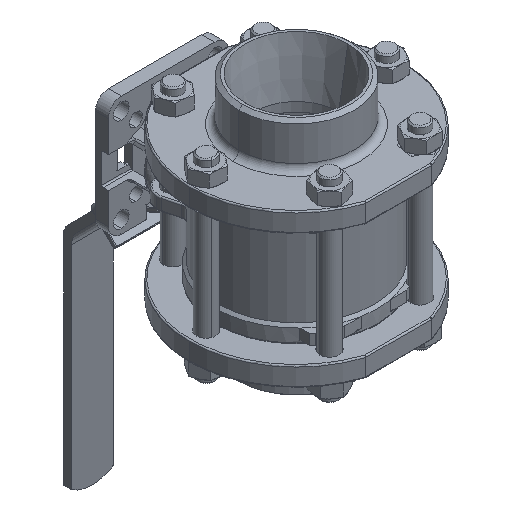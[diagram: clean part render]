
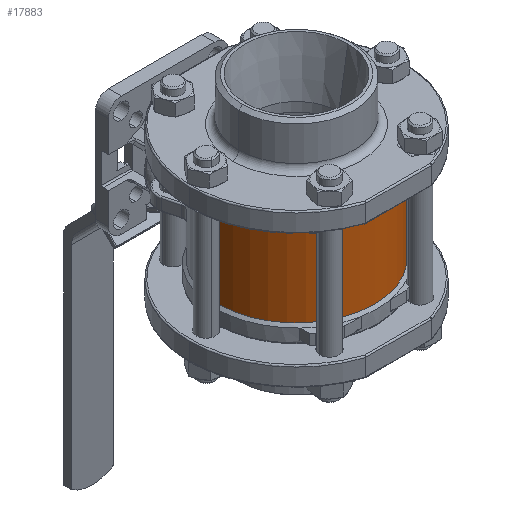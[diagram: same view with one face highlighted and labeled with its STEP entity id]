
A CAD part, isometric view. The second image highlights one B-rep face of the part: STEP entity #17883.
In plain terms, the highlighted cylindrical face has radius 60 mm (diameter 120 mm), a partial arc.
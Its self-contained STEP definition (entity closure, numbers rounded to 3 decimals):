
#13595 = CARTESIAN_POINT ( 'NONE',  ( -60., 0., 31.3 ) ) ;
#13596 = CARTESIAN_POINT ( 'NONE',  ( 60., 0., 31.3 ) ) ;
#13613 = CARTESIAN_POINT ( 'NONE',  ( 60., 0., -31.3 ) ) ;
#13619 = CARTESIAN_POINT ( 'NONE',  ( -60., 0., -31.3 ) ) ;
#13902 = DIRECTION ( 'NONE',  ( -1., 0., 0. ) ) ;
#14005 = DIRECTION ( 'NONE',  ( 0., 0., -1. ) ) ;
#14006 = CARTESIAN_POINT ( 'NONE',  ( -60., 0., 31.3 ) ) ;
#14007 = LINE ( 'NONE', #14006, #14052 ) ;
#14052 = VECTOR ( 'NONE', #14005, 1000. ) ;
#14093 = DIRECTION ( 'NONE',  ( 0., 0., -1. ) ) ;
#14094 = VECTOR ( 'NONE', #14093, 1000. ) ;
#14095 = CARTESIAN_POINT ( 'NONE',  ( 60., 0., 31.3 ) ) ;
#14096 = LINE ( 'NONE', #14095, #14094 ) ;
#14164 = DIRECTION ( 'NONE',  ( 0., 0., -1. ) ) ;
#14165 = CARTESIAN_POINT ( 'NONE',  ( 0., 0., -31.3 ) ) ;
#14166 = AXIS2_PLACEMENT_3D ( 'NONE', #14165, #14164, #13902 ) ;
#14167 = CIRCLE ( 'NONE', #14166, 60. ) ;
#14197 = DIRECTION ( 'NONE',  ( 1., 0., 0. ) ) ;
#14198 = DIRECTION ( 'NONE',  ( 0., 0., 1. ) ) ;
#14199 = CARTESIAN_POINT ( 'NONE',  ( 0., 0., 31.3 ) ) ;
#14200 = AXIS2_PLACEMENT_3D ( 'NONE', #14199, #14198, #14197 ) ;
#14201 = CIRCLE ( 'NONE', #14200, 60. ) ;
#14202 = DIRECTION ( 'NONE',  ( -1., 0., 0. ) ) ;
#14203 = DIRECTION ( 'NONE',  ( 0., 0., -1. ) ) ;
#14204 = CARTESIAN_POINT ( 'NONE',  ( 0., 0., 31.3 ) ) ;
#14205 = AXIS2_PLACEMENT_3D ( 'NONE', #14204, #14203, #14202 ) ;
#14206 = CYLINDRICAL_SURFACE ( 'NONE', #14205, 60. ) ;
#14207 = FACE_OUTER_BOUND ( 'NONE', #17884, .T. ) ;
#17672 = VERTEX_POINT ( 'NONE', #13619 ) ;
#17673 = VERTEX_POINT ( 'NONE', #13613 ) ;
#17685 = VERTEX_POINT ( 'NONE', #13596 ) ;
#17686 = VERTEX_POINT ( 'NONE', #13595 ) ;
#17799 = ORIENTED_EDGE ( 'NONE', *, *, #17875, .F. ) ;
#17801 = ORIENTED_EDGE ( 'NONE', *, *, #17814, .T. ) ;
#17814 = EDGE_CURVE ( 'NONE', #17686, #17672, #14007, .T. ) ;
#17842 = EDGE_CURVE ( 'NONE', #17685, #17673, #14096, .T. ) ;
#17875 = EDGE_CURVE ( 'NONE', #17673, #17672, #14167, .T. ) ;
#17883 = ADVANCED_FACE ( 'NONE', ( #14207 ), #14206, .T. ) ;
#17884 = EDGE_LOOP ( 'NONE', ( #17886, #17887, #17801, #17799 ) ) ;
#17885 = EDGE_CURVE ( 'NONE', #17686, #17685, #14201, .T. ) ;
#17886 = ORIENTED_EDGE ( 'NONE', *, *, #17842, .F. ) ;
#17887 = ORIENTED_EDGE ( 'NONE', *, *, #17885, .F. ) ;
